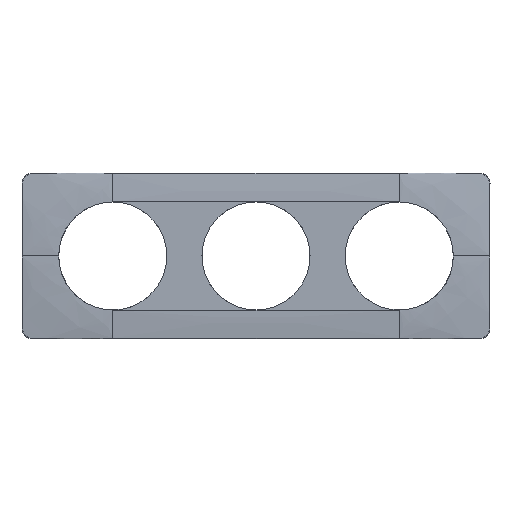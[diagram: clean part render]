
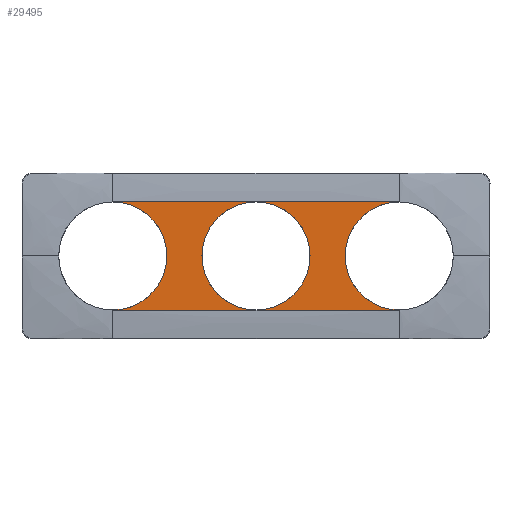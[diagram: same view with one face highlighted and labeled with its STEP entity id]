
A CAD part, top view. The second image highlights one B-rep face of the part: STEP entity #29495.
In plain terms, the highlighted planar face has unit normal (0, 0, 1).
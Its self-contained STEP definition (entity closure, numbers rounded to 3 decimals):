
#22915=AXIS2_PLACEMENT_3D('Circle Axis2P3D',#22913,#22914,$) ;
#22946=AXIS2_PLACEMENT_3D('Circle Axis2P3D',#22944,#22945,$) ;
#22965=AXIS2_PLACEMENT_3D('Circle Axis2P3D',#22963,#22964,$) ;
#23019=AXIS2_PLACEMENT_3D('Circle Axis2P3D',#23017,#23018,$) ;
#29441=AXIS2_PLACEMENT_3D('Plane Axis2P3D',#29438,#29439,#29440) ;
#22910=CARTESIAN_POINT('Vertex',(0.,-26.775,8.7)) ;
#22913=CARTESIAN_POINT('Axis2P3D Location',(0.,0.,8.7)) ;
#22917=CARTESIAN_POINT('Vertex',(0.,26.775,8.7)) ;
#22941=CARTESIAN_POINT('Vertex',(71.,26.775,8.7)) ;
#22944=CARTESIAN_POINT('Axis2P3D Location',(71.,0.,8.7)) ;
#22948=CARTESIAN_POINT('Vertex',(71.,-26.775,8.7)) ;
#22963=CARTESIAN_POINT('Axis2P3D Location',(71.,0.,8.7)) ;
#23014=CARTESIAN_POINT('Vertex',(142.,26.775,8.7)) ;
#23017=CARTESIAN_POINT('Axis2P3D Location',(142.,0.,8.7)) ;
#23021=CARTESIAN_POINT('Vertex',(142.,-26.775,8.7)) ;
#29438=CARTESIAN_POINT('Axis2P3D Location',(142.,26.8,8.7)) ;
#29443=CARTESIAN_POINT('Line Origine',(142.,26.788,8.7)) ;
#29447=CARTESIAN_POINT('Vertex',(142.,26.8,8.7)) ;
#29450=CARTESIAN_POINT('Line Origine',(71.,26.8,8.7)) ;
#29454=CARTESIAN_POINT('Vertex',(0.,26.8,8.7)) ;
#29457=CARTESIAN_POINT('Line Origine',(0.,26.788,8.7)) ;
#29462=CARTESIAN_POINT('Line Origine',(0.,-26.788,8.7)) ;
#29466=CARTESIAN_POINT('Vertex',(0.,-26.8,8.7)) ;
#29469=CARTESIAN_POINT('Line Origine',(71.,-26.8,8.7)) ;
#29473=CARTESIAN_POINT('Vertex',(142.,-26.8,8.7)) ;
#29476=CARTESIAN_POINT('Line Origine',(142.,-26.788,8.7)) ;
#22914=DIRECTION('Axis2P3D Direction',(0.,0.,1.)) ;
#22945=DIRECTION('Axis2P3D Direction',(0.,0.,1.)) ;
#22964=DIRECTION('Axis2P3D Direction',(0.,0.,1.)) ;
#23018=DIRECTION('Axis2P3D Direction',(0.,0.,1.)) ;
#29439=DIRECTION('Axis2P3D Direction',(-0.,-0.,-1.)) ;
#29440=DIRECTION('Axis2P3D XDirection',(0.,-1.,0.)) ;
#29444=DIRECTION('Vector Direction',(0.,-1.,0.)) ;
#29451=DIRECTION('Vector Direction',(-1.,0.,0.)) ;
#29458=DIRECTION('Vector Direction',(0.,-1.,0.)) ;
#29463=DIRECTION('Vector Direction',(0.,-1.,0.)) ;
#29470=DIRECTION('Vector Direction',(-1.,0.,0.)) ;
#29477=DIRECTION('Vector Direction',(0.,-1.,0.)) ;
#29445=VECTOR('Line Direction',#29444,1.) ;
#29452=VECTOR('Line Direction',#29451,1.) ;
#29459=VECTOR('Line Direction',#29458,1.) ;
#29464=VECTOR('Line Direction',#29463,1.) ;
#29471=VECTOR('Line Direction',#29470,1.) ;
#29478=VECTOR('Line Direction',#29477,1.) ;
#29482=ORIENTED_EDGE('',*,*,#23023,.F.) ;
#29483=ORIENTED_EDGE('',*,*,#29449,.F.) ;
#29484=ORIENTED_EDGE('',*,*,#29456,.T.) ;
#29485=ORIENTED_EDGE('',*,*,#29461,.T.) ;
#29486=ORIENTED_EDGE('',*,*,#22919,.F.) ;
#29487=ORIENTED_EDGE('',*,*,#29468,.T.) ;
#29488=ORIENTED_EDGE('',*,*,#29475,.F.) ;
#29489=ORIENTED_EDGE('',*,*,#29480,.F.) ;
#29492=ORIENTED_EDGE('',*,*,#22967,.F.) ;
#29493=ORIENTED_EDGE('',*,*,#22950,.F.) ;
#29494=FACE_BOUND('',#29491,.T.) ;
#29495=ADVANCED_FACE('Corps principal',(#29490,#29494),#29442,.F.) ;
#22916=CIRCLE('generated circle',#22915,26.775) ;
#22947=CIRCLE('generated circle',#22946,26.775) ;
#22966=CIRCLE('generated circle',#22965,26.775) ;
#23020=CIRCLE('generated circle',#23019,26.775) ;
#22919=EDGE_CURVE('',#22911,#22918,#22916,.T.) ;
#22950=EDGE_CURVE('',#22942,#22949,#22947,.T.) ;
#22967=EDGE_CURVE('',#22949,#22942,#22966,.T.) ;
#23023=EDGE_CURVE('',#23015,#23022,#23020,.T.) ;
#29449=EDGE_CURVE('',#29448,#23015,#29446,.T.) ;
#29456=EDGE_CURVE('',#29448,#29455,#29453,.T.) ;
#29461=EDGE_CURVE('',#29455,#22918,#29460,.T.) ;
#29468=EDGE_CURVE('',#22911,#29467,#29465,.T.) ;
#29475=EDGE_CURVE('',#29474,#29467,#29472,.T.) ;
#29480=EDGE_CURVE('',#23022,#29474,#29479,.T.) ;
#29481=EDGE_LOOP('',(#29482,#29483,#29484,#29485,#29486,#29487,#29488,#29489)) ;
#29491=EDGE_LOOP('',(#29492,#29493)) ;
#29490=FACE_OUTER_BOUND('',#29481,.T.) ;
#29446=LINE('Line',#29443,#29445) ;
#29453=LINE('Line',#29450,#29452) ;
#29460=LINE('Line',#29457,#29459) ;
#29465=LINE('Line',#29462,#29464) ;
#29472=LINE('Line',#29469,#29471) ;
#29479=LINE('Line',#29476,#29478) ;
#29442=PLANE('',#29441) ;
#22911=VERTEX_POINT('',#22910) ;
#22918=VERTEX_POINT('',#22917) ;
#22942=VERTEX_POINT('',#22941) ;
#22949=VERTEX_POINT('',#22948) ;
#23015=VERTEX_POINT('',#23014) ;
#23022=VERTEX_POINT('',#23021) ;
#29448=VERTEX_POINT('',#29447) ;
#29455=VERTEX_POINT('',#29454) ;
#29467=VERTEX_POINT('',#29466) ;
#29474=VERTEX_POINT('',#29473) ;
